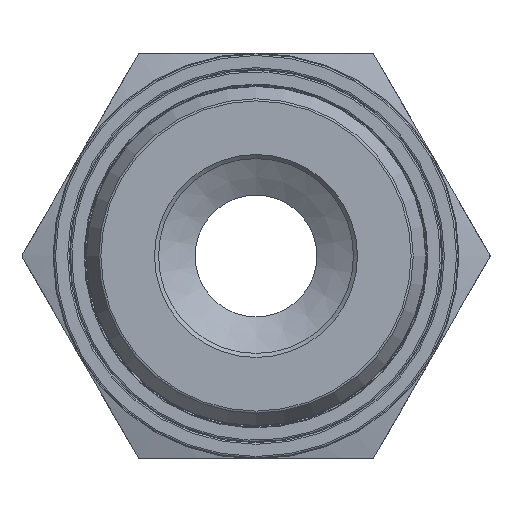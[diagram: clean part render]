
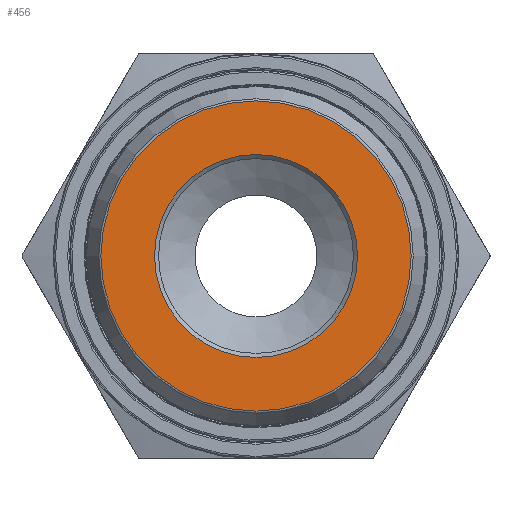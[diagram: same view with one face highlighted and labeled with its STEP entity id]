
A CAD part, left-side view. The second image highlights one B-rep face of the part: STEP entity #456.
In plain terms, the highlighted planar face has unit normal (-1, 0, 0).
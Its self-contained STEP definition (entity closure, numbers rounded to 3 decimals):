
#456=ADVANCED_FACE('',(#541,#542),#501,.F.);
#501=PLANE('',#1524);
#541=FACE_BOUND('',#663,.T.);
#542=FACE_BOUND('',#664,.T.);
#663=EDGE_LOOP('',(#850));
#664=EDGE_LOOP('',(#851));
#850=ORIENTED_EDGE('',*,*,#1246,.T.);
#851=ORIENTED_EDGE('',*,*,#1247,.T.);
#1048=VERTEX_POINT('',#2605);
#1049=VERTEX_POINT('',#2607);
#1246=EDGE_CURVE('',#1048,#1048,#1372,.T.);
#1247=EDGE_CURVE('',#1049,#1049,#1373,.T.);
#1372=CIRCLE('',#1522,12.5);
#1373=CIRCLE('',#1523,19.107);
#1522=AXIS2_PLACEMENT_3D('',#2604,#1812,#1813);
#1523=AXIS2_PLACEMENT_3D('',#2606,#1814,#1815);
#1524=AXIS2_PLACEMENT_3D('',#2608,#1816,#1817);
#1812=DIRECTION('',(1.,0.,0.));
#1813=DIRECTION('',(0.,0.,-1.));
#1814=DIRECTION('',(-1.,0.,0.));
#1815=DIRECTION('',(0.,0.,-1.));
#1816=DIRECTION('',(1.,0.,0.));
#1817=DIRECTION('',(0.,0.,-1.));
#2604=CARTESIAN_POINT('',(0.,0.,0.));
#2605=CARTESIAN_POINT('',(0.,0.,-12.5));
#2606=CARTESIAN_POINT('',(0.,0.,0.));
#2607=CARTESIAN_POINT('',(0.,0.,-19.107));
#2608=CARTESIAN_POINT('',(0.,-28.579,0.));
